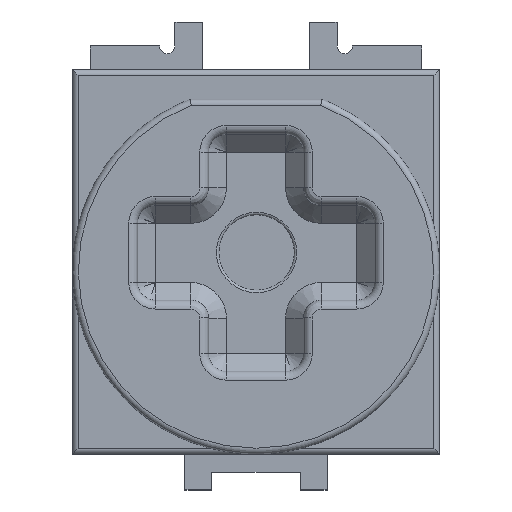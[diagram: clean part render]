
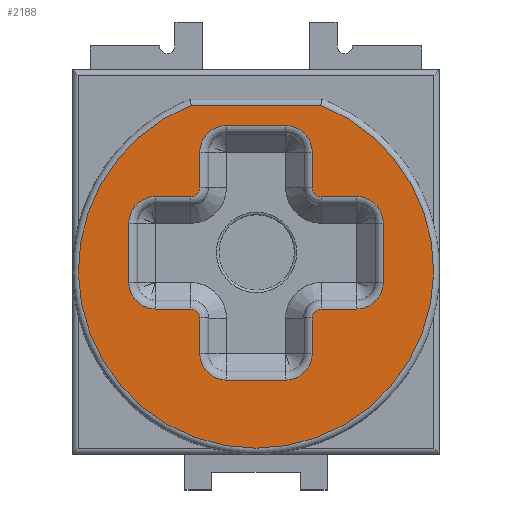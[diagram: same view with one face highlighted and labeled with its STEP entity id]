
A CAD part, top view. The second image highlights one B-rep face of the part: STEP entity #2188.
In plain terms, the highlighted planar face has unit normal (0, 0, 1).
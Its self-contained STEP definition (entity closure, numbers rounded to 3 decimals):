
#48=FACE_BOUND('',#437,.T.);
#70=CIRCLE('',#2324,0.075);
#76=CIRCLE('',#2332,0.225);
#80=CIRCLE('',#2338,0.225);
#84=CIRCLE('',#2343,0.075);
#88=CIRCLE('',#2349,0.225);
#92=CIRCLE('',#2355,0.225);
#96=CIRCLE('',#2360,0.075);
#100=CIRCLE('',#2366,0.225);
#104=CIRCLE('',#2372,0.225);
#108=CIRCLE('',#2377,0.075);
#112=CIRCLE('',#2383,0.225);
#116=CIRCLE('',#2389,0.225);
#123=CIRCLE('',#2410,1.5);
#180=PLANE('',#2409);
#299=FACE_OUTER_BOUND('',#436,.T.);
#436=EDGE_LOOP('',(#1868,#1869));
#437=EDGE_LOOP('',(#1870,#1871,#1872,#1873,#1874,#1875,#1876,#1877,#1878,
#1879,#1880,#1881,#1882,#1883,#1884,#1885,#1886,#1887,#1888,#1889,#1890,
#1891,#1892,#1893));
#623=LINE('',#3463,#847);
#625=LINE('',#3475,#849);
#627=LINE('',#3487,#851);
#629=LINE('',#3507,#853);
#631=LINE('',#3519,#855);
#633=LINE('',#3531,#857);
#635=LINE('',#3551,#859);
#637=LINE('',#3563,#861);
#639=LINE('',#3575,#863);
#641=LINE('',#3595,#865);
#643=LINE('',#3607,#867);
#644=LINE('',#3615,#868);
#665=LINE('',#3670,#889);
#847=VECTOR('',#2765,10.);
#849=VECTOR('',#2779,10.);
#851=VECTOR('',#2793,10.);
#853=VECTOR('',#2805,10.);
#855=VECTOR('',#2819,10.);
#857=VECTOR('',#2833,10.);
#859=VECTOR('',#2845,10.);
#861=VECTOR('',#2859,10.);
#863=VECTOR('',#2873,10.);
#865=VECTOR('',#2885,10.);
#867=VECTOR('',#2899,10.);
#868=VECTOR('',#2910,10.);
#889=VECTOR('',#2969,10.);
#1044=VERTEX_POINT('',#3451);
#1045=VERTEX_POINT('',#3453);
#1047=VERTEX_POINT('',#3459);
#1049=VERTEX_POINT('',#3465);
#1051=VERTEX_POINT('',#3471);
#1053=VERTEX_POINT('',#3477);
#1055=VERTEX_POINT('',#3483);
#1057=VERTEX_POINT('',#3497);
#1059=VERTEX_POINT('',#3503);
#1061=VERTEX_POINT('',#3509);
#1063=VERTEX_POINT('',#3515);
#1065=VERTEX_POINT('',#3521);
#1067=VERTEX_POINT('',#3527);
#1069=VERTEX_POINT('',#3541);
#1071=VERTEX_POINT('',#3547);
#1073=VERTEX_POINT('',#3553);
#1075=VERTEX_POINT('',#3559);
#1077=VERTEX_POINT('',#3565);
#1079=VERTEX_POINT('',#3571);
#1081=VERTEX_POINT('',#3585);
#1083=VERTEX_POINT('',#3591);
#1085=VERTEX_POINT('',#3597);
#1087=VERTEX_POINT('',#3603);
#1089=VERTEX_POINT('',#3609);
#1104=VERTEX_POINT('',#3668);
#1105=VERTEX_POINT('',#3669);
#1281=EDGE_CURVE('',#1044,#1045,#70,.T.);
#1286=EDGE_CURVE('',#1045,#1047,#623,.T.);
#1289=EDGE_CURVE('',#1047,#1049,#76,.T.);
#1292=EDGE_CURVE('',#1049,#1051,#625,.T.);
#1295=EDGE_CURVE('',#1051,#1053,#80,.T.);
#1298=EDGE_CURVE('',#1053,#1055,#627,.T.);
#1301=EDGE_CURVE('',#1055,#1057,#84,.T.);
#1304=EDGE_CURVE('',#1057,#1059,#629,.T.);
#1307=EDGE_CURVE('',#1059,#1061,#88,.T.);
#1310=EDGE_CURVE('',#1061,#1063,#631,.T.);
#1313=EDGE_CURVE('',#1063,#1065,#92,.T.);
#1316=EDGE_CURVE('',#1065,#1067,#633,.T.);
#1319=EDGE_CURVE('',#1067,#1069,#96,.T.);
#1322=EDGE_CURVE('',#1069,#1071,#635,.T.);
#1325=EDGE_CURVE('',#1071,#1073,#100,.T.);
#1328=EDGE_CURVE('',#1073,#1075,#637,.T.);
#1331=EDGE_CURVE('',#1075,#1077,#104,.T.);
#1334=EDGE_CURVE('',#1077,#1079,#639,.T.);
#1337=EDGE_CURVE('',#1079,#1081,#108,.T.);
#1340=EDGE_CURVE('',#1081,#1083,#641,.T.);
#1343=EDGE_CURVE('',#1083,#1085,#112,.T.);
#1346=EDGE_CURVE('',#1085,#1087,#643,.T.);
#1349=EDGE_CURVE('',#1087,#1089,#116,.T.);
#1350=EDGE_CURVE('',#1089,#1044,#644,.T.);
#1377=EDGE_CURVE('',#1104,#1105,#665,.T.);
#1378=EDGE_CURVE('',#1105,#1104,#123,.T.);
#1868=ORIENTED_EDGE('',*,*,#1377,.F.);
#1869=ORIENTED_EDGE('',*,*,#1378,.F.);
#1870=ORIENTED_EDGE('',*,*,#1281,.F.);
#1871=ORIENTED_EDGE('',*,*,#1350,.F.);
#1872=ORIENTED_EDGE('',*,*,#1349,.F.);
#1873=ORIENTED_EDGE('',*,*,#1346,.F.);
#1874=ORIENTED_EDGE('',*,*,#1343,.F.);
#1875=ORIENTED_EDGE('',*,*,#1340,.F.);
#1876=ORIENTED_EDGE('',*,*,#1337,.F.);
#1877=ORIENTED_EDGE('',*,*,#1334,.F.);
#1878=ORIENTED_EDGE('',*,*,#1331,.F.);
#1879=ORIENTED_EDGE('',*,*,#1328,.F.);
#1880=ORIENTED_EDGE('',*,*,#1325,.F.);
#1881=ORIENTED_EDGE('',*,*,#1322,.F.);
#1882=ORIENTED_EDGE('',*,*,#1319,.F.);
#1883=ORIENTED_EDGE('',*,*,#1316,.F.);
#1884=ORIENTED_EDGE('',*,*,#1313,.F.);
#1885=ORIENTED_EDGE('',*,*,#1310,.F.);
#1886=ORIENTED_EDGE('',*,*,#1307,.F.);
#1887=ORIENTED_EDGE('',*,*,#1304,.F.);
#1888=ORIENTED_EDGE('',*,*,#1301,.F.);
#1889=ORIENTED_EDGE('',*,*,#1298,.F.);
#1890=ORIENTED_EDGE('',*,*,#1295,.F.);
#1891=ORIENTED_EDGE('',*,*,#1292,.F.);
#1892=ORIENTED_EDGE('',*,*,#1289,.F.);
#1893=ORIENTED_EDGE('',*,*,#1286,.F.);
#2188=ADVANCED_FACE('',(#299,#48),#180,.T.);
#2324=AXIS2_PLACEMENT_3D('',#3454,#2754,#2755);
#2332=AXIS2_PLACEMENT_3D('',#3469,#2772,#2773);
#2338=AXIS2_PLACEMENT_3D('',#3481,#2786,#2787);
#2343=AXIS2_PLACEMENT_3D('',#3501,#2798,#2799);
#2349=AXIS2_PLACEMENT_3D('',#3513,#2812,#2813);
#2355=AXIS2_PLACEMENT_3D('',#3525,#2826,#2827);
#2360=AXIS2_PLACEMENT_3D('',#3545,#2838,#2839);
#2366=AXIS2_PLACEMENT_3D('',#3557,#2852,#2853);
#2372=AXIS2_PLACEMENT_3D('',#3569,#2866,#2867);
#2377=AXIS2_PLACEMENT_3D('',#3589,#2878,#2879);
#2383=AXIS2_PLACEMENT_3D('',#3601,#2892,#2893);
#2389=AXIS2_PLACEMENT_3D('',#3613,#2906,#2907);
#2409=AXIS2_PLACEMENT_3D('',#3667,#2967,#2968);
#2410=AXIS2_PLACEMENT_3D('',#3671,#2970,#2971);
#2754=DIRECTION('center_axis',(0.,0.,-1.));
#2755=DIRECTION('ref_axis',(0.707,-0.707,0.));
#2765=DIRECTION('',(-1.,0.,0.));
#2772=DIRECTION('center_axis',(0.,0.,1.));
#2773=DIRECTION('ref_axis',(-0.707,0.707,0.));
#2779=DIRECTION('',(0.,-1.,0.));
#2786=DIRECTION('center_axis',(0.,0.,1.));
#2787=DIRECTION('ref_axis',(-0.707,-0.707,0.));
#2793=DIRECTION('',(1.,0.,0.));
#2798=DIRECTION('center_axis',(0.,0.,-1.));
#2799=DIRECTION('ref_axis',(0.707,0.707,0.));
#2805=DIRECTION('',(0.,-1.,0.));
#2812=DIRECTION('center_axis',(0.,0.,1.));
#2813=DIRECTION('ref_axis',(-0.707,-0.707,0.));
#2819=DIRECTION('',(1.,0.,0.));
#2826=DIRECTION('center_axis',(0.,0.,1.));
#2827=DIRECTION('ref_axis',(0.707,-0.707,0.));
#2833=DIRECTION('',(0.,1.,0.));
#2838=DIRECTION('center_axis',(0.,0.,-1.));
#2839=DIRECTION('ref_axis',(-0.707,0.707,0.));
#2845=DIRECTION('',(1.,0.,0.));
#2852=DIRECTION('center_axis',(0.,0.,1.));
#2853=DIRECTION('ref_axis',(0.707,-0.707,0.));
#2859=DIRECTION('',(0.,1.,0.));
#2866=DIRECTION('center_axis',(0.,0.,1.));
#2867=DIRECTION('ref_axis',(0.707,0.707,0.));
#2873=DIRECTION('',(-1.,0.,0.));
#2878=DIRECTION('center_axis',(0.,0.,-1.));
#2879=DIRECTION('ref_axis',(-0.707,-0.707,0.));
#2885=DIRECTION('',(0.,1.,0.));
#2892=DIRECTION('center_axis',(0.,0.,1.));
#2893=DIRECTION('ref_axis',(0.707,0.707,0.));
#2899=DIRECTION('',(-1.,0.,0.));
#2906=DIRECTION('center_axis',(0.,0.,1.));
#2907=DIRECTION('ref_axis',(-0.707,0.707,0.));
#2910=DIRECTION('',(0.,-1.,0.));
#2967=DIRECTION('center_axis',(0.,0.,1.));
#2968=DIRECTION('ref_axis',(-1.,0.,0.));
#2969=DIRECTION('',(1.,0.,0.));
#2970=DIRECTION('center_axis',(0.,0.,-1.));
#2971=DIRECTION('ref_axis',(0.,-1.,0.));
#3451=CARTESIAN_POINT('',(1.075,2.25,1.5));
#3453=CARTESIAN_POINT('',(1.,2.175,1.5));
#3454=CARTESIAN_POINT('Origin',(1.,2.25,1.5));
#3459=CARTESIAN_POINT('',(0.7,2.175,1.5));
#3463=CARTESIAN_POINT('',(1.05,2.175,1.5));
#3465=CARTESIAN_POINT('',(0.475,1.95,1.5));
#3469=CARTESIAN_POINT('Origin',(0.7,1.95,1.5));
#3471=CARTESIAN_POINT('',(0.475,1.45,1.5));
#3475=CARTESIAN_POINT('',(0.475,1.425,1.5));
#3477=CARTESIAN_POINT('',(0.7,1.225,1.5));
#3481=CARTESIAN_POINT('Origin',(0.7,1.45,1.5));
#3483=CARTESIAN_POINT('',(1.,1.225,1.5));
#3487=CARTESIAN_POINT('',(1.35,1.225,1.5));
#3497=CARTESIAN_POINT('',(1.075,1.15,1.5));
#3501=CARTESIAN_POINT('Origin',(1.,1.15,1.5));
#3503=CARTESIAN_POINT('',(1.075,0.85,1.5));
#3507=CARTESIAN_POINT('',(1.075,1.125,1.5));
#3509=CARTESIAN_POINT('',(1.3,0.625,1.5));
#3513=CARTESIAN_POINT('Origin',(1.3,0.85,1.5));
#3515=CARTESIAN_POINT('',(1.8,0.625,1.5));
#3519=CARTESIAN_POINT('',(1.75,0.625,1.5));
#3521=CARTESIAN_POINT('',(2.025,0.85,1.5));
#3525=CARTESIAN_POINT('Origin',(1.8,0.85,1.5));
#3527=CARTESIAN_POINT('',(2.025,1.15,1.5));
#3531=CARTESIAN_POINT('',(2.025,1.425,1.5));
#3541=CARTESIAN_POINT('',(2.1,1.225,1.5));
#3545=CARTESIAN_POINT('Origin',(2.1,1.15,1.5));
#3547=CARTESIAN_POINT('',(2.4,1.225,1.5));
#3551=CARTESIAN_POINT('',(2.05,1.225,1.5));
#3553=CARTESIAN_POINT('',(2.625,1.45,1.5));
#3557=CARTESIAN_POINT('Origin',(2.4,1.45,1.5));
#3559=CARTESIAN_POINT('',(2.625,1.95,1.5));
#3563=CARTESIAN_POINT('',(2.625,1.825,1.5));
#3565=CARTESIAN_POINT('',(2.4,2.175,1.5));
#3569=CARTESIAN_POINT('Origin',(2.4,1.95,1.5));
#3571=CARTESIAN_POINT('',(2.1,2.175,1.5));
#3575=CARTESIAN_POINT('',(1.75,2.175,1.5));
#3585=CARTESIAN_POINT('',(2.025,2.25,1.5));
#3589=CARTESIAN_POINT('Origin',(2.1,2.25,1.5));
#3591=CARTESIAN_POINT('',(2.025,2.55,1.5));
#3595=CARTESIAN_POINT('',(2.025,2.125,1.5));
#3597=CARTESIAN_POINT('',(1.8,2.775,1.5));
#3601=CARTESIAN_POINT('Origin',(1.8,2.55,1.5));
#3603=CARTESIAN_POINT('',(1.3,2.775,1.5));
#3607=CARTESIAN_POINT('',(1.35,2.775,1.5));
#3609=CARTESIAN_POINT('',(1.075,2.55,1.5));
#3613=CARTESIAN_POINT('Origin',(1.3,2.55,1.5));
#3615=CARTESIAN_POINT('',(1.075,1.825,1.5));
#3667=CARTESIAN_POINT('Origin',(1.55,1.55,1.5));
#3668=CARTESIAN_POINT('',(1.004,2.947,1.5));
#3669=CARTESIAN_POINT('',(2.096,2.947,1.5));
#3670=CARTESIAN_POINT('',(1.974,2.947,1.5));
#3671=CARTESIAN_POINT('Origin',(1.55,1.55,1.5));
